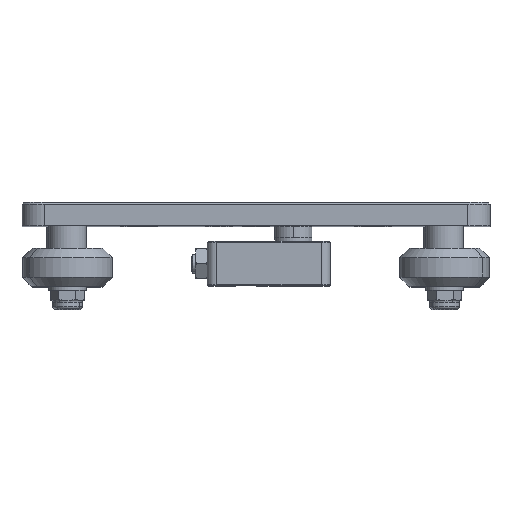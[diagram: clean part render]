
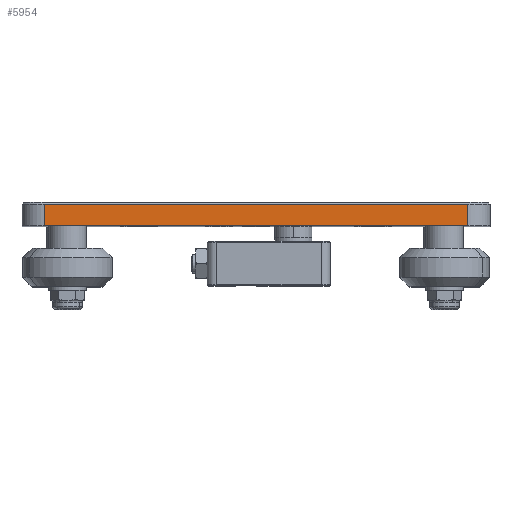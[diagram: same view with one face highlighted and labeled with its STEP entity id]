
A CAD part, top view. The second image highlights one B-rep face of the part: STEP entity #5954.
In plain terms, the highlighted face is planar.
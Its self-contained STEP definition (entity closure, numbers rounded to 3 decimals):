
#287 = CARTESIAN_POINT ( 'NONE',  ( 0., 125.1, 6.25 ) ) ;
#445 = VECTOR ( 'NONE', #11869, 1000. ) ;
#1106 = EDGE_CURVE ( 'NONE', #2179, #10677, #6656, .T. ) ;
#1565 = CARTESIAN_POINT ( 'NONE',  ( 6., 125.1, 0.5 ) ) ;
#2056 = LINE ( 'NONE', #8846, #16604 ) ;
#2179 = VERTEX_POINT ( 'NONE', #6130 ) ;
#3294 = LINE ( 'NONE', #3522, #5576 ) ;
#3522 = CARTESIAN_POINT ( 'NONE',  ( 6., 125.1, 0.5 ) ) ;
#3841 = AXIS2_PLACEMENT_3D ( 'NONE', #6674, #6555, #13334 ) ;
#4318 = CARTESIAN_POINT ( 'NONE',  ( 6., 125.1, 6.25 ) ) ;
#5196 = LINE ( 'NONE', #287, #19055 ) ;
#5576 = VECTOR ( 'NONE', #6968, 1000. ) ;
#5954 = ADVANCED_FACE ( 'NONE', ( #13126 ), #6447, .F. ) ;
#6130 = CARTESIAN_POINT ( 'NONE',  ( 119.1, 125.1, 6.25 ) ) ;
#6176 = VERTEX_POINT ( 'NONE', #4318 ) ;
#6447 = PLANE ( 'NONE',  #3841 ) ;
#6555 = DIRECTION ( 'NONE',  ( 0., -1., 0. ) ) ;
#6656 = LINE ( 'NONE', #11763, #445 ) ;
#6674 = CARTESIAN_POINT ( 'NONE',  ( 0., 125.1, 6.25 ) ) ;
#6704 = CARTESIAN_POINT ( 'NONE',  ( 119.1, 125.1, 0.5 ) ) ;
#6731 = EDGE_LOOP ( 'NONE', ( #21883, #21960, #10403, #13286 ) ) ;
#6968 = DIRECTION ( 'NONE',  ( -1., 0., 0. ) ) ;
#7746 = EDGE_CURVE ( 'NONE', #10677, #9542, #3294, .T. ) ;
#8846 = CARTESIAN_POINT ( 'NONE',  ( 6., 125.1, 6.25 ) ) ;
#9085 = DIRECTION ( 'NONE',  ( -1., 0., 0. ) ) ;
#9542 = VERTEX_POINT ( 'NONE', #1565 ) ;
#10403 = ORIENTED_EDGE ( 'NONE', *, *, #15478, .T. ) ;
#10677 = VERTEX_POINT ( 'NONE', #6704 ) ;
#11763 = CARTESIAN_POINT ( 'NONE',  ( 119.1, 125.1, 6.25 ) ) ;
#11869 = DIRECTION ( 'NONE',  ( 0., 0., -1. ) ) ;
#13126 = FACE_OUTER_BOUND ( 'NONE', #6731, .T. ) ;
#13286 = ORIENTED_EDGE ( 'NONE', *, *, #15020, .F. ) ;
#13334 = DIRECTION ( 'NONE',  ( 0., 0., -1. ) ) ;
#15020 = EDGE_CURVE ( 'NONE', #2179, #6176, #5196, .T. ) ;
#15478 = EDGE_CURVE ( 'NONE', #9542, #6176, #2056, .T. ) ;
#16604 = VECTOR ( 'NONE', #19158, 1000. ) ;
#19055 = VECTOR ( 'NONE', #9085, 1000. ) ;
#19158 = DIRECTION ( 'NONE',  ( 0., 0., 1. ) ) ;
#21883 = ORIENTED_EDGE ( 'NONE', *, *, #1106, .T. ) ;
#21960 = ORIENTED_EDGE ( 'NONE', *, *, #7746, .T. ) ;
